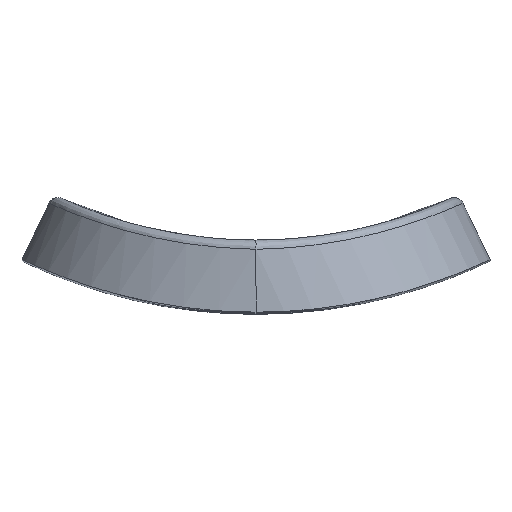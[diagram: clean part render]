
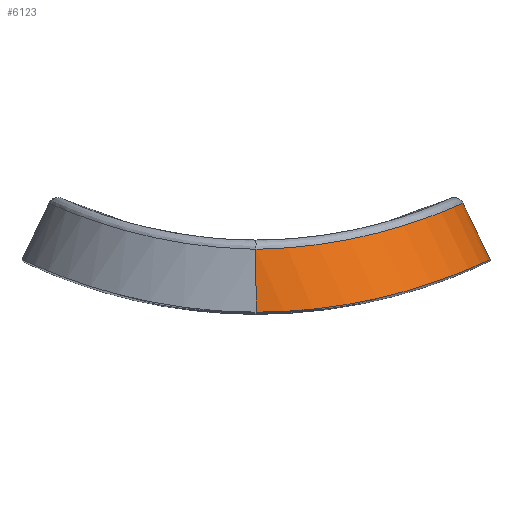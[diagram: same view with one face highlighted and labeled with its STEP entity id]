
A CAD part, top view. The second image highlights one B-rep face of the part: STEP entity #6123.
In plain terms, the highlighted cylindrical face has radius 12 mm (diameter 24 mm), a partial arc.
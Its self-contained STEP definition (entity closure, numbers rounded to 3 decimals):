
#190 = AXIS2_PLACEMENT_3D ( 'NONE', #5102, #5155, #1095 ) ;
#335 = CARTESIAN_POINT ( 'NONE',  ( 1.471, 3.285, 31.687 ) ) ;
#365 = CARTESIAN_POINT ( 'NONE',  ( 6.134, 0.675, 30.521 ) ) ;
#612 = CARTESIAN_POINT ( 'NONE',  ( 9.624, 5.181, 25.036 ) ) ;
#856 = VERTEX_POINT ( 'NONE', #4159 ) ;
#1095 = DIRECTION ( 'NONE',  ( 0.902, 0.431, 0. ) ) ;
#1130 = CARTESIAN_POINT ( 'NONE',  ( 12., 2.718, 20. ) ) ;
#1326 = CARTESIAN_POINT ( 'NONE',  ( 7.921, 4.556, 27.819 ) ) ;
#1367 = CARTESIAN_POINT ( 'NONE',  ( 11.927, 2.683, 21.604 ) ) ;
#1414 = CARTESIAN_POINT ( 'NONE',  ( 10.495, 2.049, 26.119 ) ) ;
#1575 = CARTESIAN_POINT ( 'NONE',  ( 0., 3.225, 31.919 ) ) ;
#1762 = CARTESIAN_POINT ( 'NONE',  ( 12., 2.718, 20. ) ) ;
#1991 =( BOUNDED_CURVE ( )  B_SPLINE_CURVE ( 3, ( #8189, #9151, #11231, #10100 ),
 .UNSPECIFIED., .F., .F. ) 
 B_SPLINE_CURVE_WITH_KNOTS ( ( 4, 4 ),
 ( 4.712, 4.828 ),
 .UNSPECIFIED. ) 
 CURVE ( )  GEOMETRIC_REPRESENTATION_ITEM ( )  RATIONAL_B_SPLINE_CURVE ( ( 1., 0.999, 0.999, 1. ) ) 
 REPRESENTATION_ITEM ( '' )  );
#2273 = CARTESIAN_POINT ( 'NONE',  ( 10.556, 5.581, 21.483 ) ) ;
#2346 = DIRECTION ( 'NONE',  ( 0.431, -0.902, 0. ) ) ;
#2367 = CARTESIAN_POINT ( 'NONE',  ( 0.372, 3.23, 31.88 ) ) ;
#2398 = CARTESIAN_POINT ( 'NONE',  ( 11.278, 2.385, 24.313 ) ) ;
#2442 = CARTESIAN_POINT ( 'NONE',  ( 5.432, 0.525, 30.877 ) ) ;
#2578 = B_SPLINE_CURVE_WITH_KNOTS ( 'NONE', 3,
 ( #3406, #9625, #1367, #4458, #11681, #8688, #2398, #9723, #1414, #5555, #11780, #3373, #10653, #4408, #12822, #365, #2442, #5613, #9770, #2681, #6706, #7955, #2626, #6803 ),
 .UNSPECIFIED., .F., .F.,
 ( 4, 2, 2, 2, 2, 2, 2, 2, 2, 2, 2, 4 ),
 ( 0., 0.002, 0.004, 0.005, 0.007, 0.008, 0.01, 0.012, 0.014, 0.016, 0.017, 0.019 ),
 .UNSPECIFIED. ) ;
#2615 = EDGE_CURVE ( 'NONE', #6059, #856, #1991, .T. ) ;
#2626 = CARTESIAN_POINT ( 'NONE',  ( 0.808, 0., 32. ) ) ;
#2681 = CARTESIAN_POINT ( 'NONE',  ( 3.183, 0.18, 31.638 ) ) ;
#2701 = CARTESIAN_POINT ( 'NONE',  ( 4.889, 3.751, 30.382 ) ) ;
#2744 = CARTESIAN_POINT ( 'NONE',  ( 0.74, 3.243, 31.826 ) ) ;
#3004 = ORIENTED_EDGE ( 'NONE', *, *, #6007, .T. ) ;
#3336 = CARTESIAN_POINT ( 'NONE',  ( 10.37, 5.499, 22.569 ) ) ;
#3373 = CARTESIAN_POINT ( 'NONE',  ( 9.141, 1.541, 28.045 ) ) ;
#3406 = CARTESIAN_POINT ( 'NONE',  ( 12., 2.718, 20. ) ) ;
#3669 = CARTESIAN_POINT ( 'NONE',  ( 4.569, 3.688, 30.559 ) ) ;
#4159 = CARTESIAN_POINT ( 'NONE',  ( 0., 3.225, 31.919 ) ) ;
#4380 = CARTESIAN_POINT ( 'NONE',  ( 10.107, 5.384, 23.641 ) ) ;
#4408 = CARTESIAN_POINT ( 'NONE',  ( 8.062, 1.186, 29.166 ) ) ;
#4458 = CARTESIAN_POINT ( 'NONE',  ( 11.712, 2.582, 22.776 ) ) ;
#4752 = CARTESIAN_POINT ( 'NONE',  ( 8.149, 4.633, 27.532 ) ) ;
#5102 = CARTESIAN_POINT ( 'NONE',  ( -10.829, 22.679, 20. ) ) ;
#5138 = FACE_OUTER_BOUND ( 'NONE', #5278, .T. ) ;
#5155 = DIRECTION ( 'NONE',  ( 0.431, -0.902, 0. ) ) ;
#5278 = EDGE_LOOP ( 'NONE', ( #6719, #3004, #6443, #6112 ) ) ;
#5555 = CARTESIAN_POINT ( 'NONE',  ( 9.861, 1.803, 27.109 ) ) ;
#5613 = CARTESIAN_POINT ( 'NONE',  ( 4.329, 0.336, 31.302 ) ) ;
#5760 = CARTESIAN_POINT ( 'NONE',  ( 8.771, 4.852, 26.634 ) ) ;
#5895 = CARTESIAN_POINT ( 'NONE',  ( 5.814, 3.957, 29.788 ) ) ;
#6007 = EDGE_CURVE ( 'NONE', #7933, #856, #10585, .T. ) ;
#6059 = VERTEX_POINT ( 'NONE', #10137 ) ;
#6112 = ORIENTED_EDGE ( 'NONE', *, *, #10200, .F. ) ;
#6123 = ADVANCED_FACE ( 'NONE', ( #5138 ), #9253, .T. ) ;
#6443 = ORIENTED_EDGE ( 'NONE', *, *, #2615, .F. ) ;
#6504 = CARTESIAN_POINT ( 'NONE',  ( 9.997, 5.337, 23.996 ) ) ;
#6706 = CARTESIAN_POINT ( 'NONE',  ( 2.789, 0.137, 31.726 ) ) ;
#6719 = ORIENTED_EDGE ( 'NONE', *, *, #13321, .F. ) ;
#6803 = CARTESIAN_POINT ( 'NONE',  ( 0., 0., 32. ) ) ;
#7933 = VERTEX_POINT ( 'NONE', #12159 ) ;
#7955 = CARTESIAN_POINT ( 'NONE',  ( 1.607, 0.035, 31.934 ) ) ;
#8189 = CARTESIAN_POINT ( 'NONE',  ( 0., 0., 32. ) ) ;
#8435 = CARTESIAN_POINT ( 'NONE',  ( 10.293, 5.465, 22.928 ) ) ;
#8571 = CARTESIAN_POINT ( 'NONE',  ( 10.619, 5.61, 20.747 ) ) ;
#8662 = CARTESIAN_POINT ( 'NONE',  ( 3.588, 3.514, 31.042 ) ) ;
#8688 = CARTESIAN_POINT ( 'NONE',  ( 11.405, 2.442, 23.932 ) ) ;
#9151 = CARTESIAN_POINT ( 'NONE',  ( 0., 1.078, 32. ) ) ;
#9253 = CYLINDRICAL_SURFACE ( 'NONE', #190, 12. ) ;
#9625 = CARTESIAN_POINT ( 'NONE',  ( 12., 2.718, 20.809 ) ) ;
#9685 = CARTESIAN_POINT ( 'NONE',  ( 6.678, 4.175, 29.127 ) ) ;
#9723 = CARTESIAN_POINT ( 'NONE',  ( 10.848, 2.198, 25.42 ) ) ;
#9770 = CARTESIAN_POINT ( 'NONE',  ( 3.953, 0.279, 31.426 ) ) ;
#10100 = CARTESIAN_POINT ( 'NONE',  ( 0., 3.225, 31.919 ) ) ;
#10137 = CARTESIAN_POINT ( 'NONE',  ( 0., 0., 32. ) ) ;
#10200 = EDGE_CURVE ( 'NONE', #12250, #6059, #2578, .T. ) ;
#10585 = B_SPLINE_CURVE_WITH_KNOTS ( 'NONE', 3,
 ( #12650, #8571, #2273, #3336, #8435, #4380, #6504, #612, #11990, #5760, #13015, #4752, #1326, #10990, #9685, #5895, #11067, #2701, #3669, #8662, #12789, #10936, #335, #2744, #2367, #1575 ),
 .UNSPECIFIED., .F., .F.,
 ( 4, 2, 2, 2, 2, 2, 2, 2, 2, 2, 2, 2, 4 ),
 ( 0., 0.002, 0.003, 0.004, 0.007, 0.008, 0.009, 0.011, 0.012, 0.013, 0.015, 0.017, 0.018 ),
 .UNSPECIFIED. ) ;
#10653 = CARTESIAN_POINT ( 'NONE',  ( 8.881, 1.453, 28.337 ) ) ;
#10936 = CARTESIAN_POINT ( 'NONE',  ( 1.835, 3.313, 31.602 ) ) ;
#10939 = VECTOR ( 'NONE', #2346, 1000. ) ;
#10990 = CARTESIAN_POINT ( 'NONE',  ( 7.204, 4.328, 28.635 ) ) ;
#11067 = CARTESIAN_POINT ( 'NONE',  ( 5.513, 3.886, 29.996 ) ) ;
#11231 = CARTESIAN_POINT ( 'NONE',  ( 0., 2.154, 31.973 ) ) ;
#11681 = CARTESIAN_POINT ( 'NONE',  ( 11.622, 2.541, 23.164 ) ) ;
#11726 = LINE ( 'NONE', #1130, #10939 ) ;
#11780 = CARTESIAN_POINT ( 'NONE',  ( 9.631, 1.717, 27.431 ) ) ;
#11990 = CARTESIAN_POINT ( 'NONE',  ( 9.318, 5.058, 25.695 ) ) ;
#12159 = CARTESIAN_POINT ( 'NONE',  ( 10.619, 5.61, 20. ) ) ;
#12250 = VERTEX_POINT ( 'NONE', #1762 ) ;
#12650 = CARTESIAN_POINT ( 'NONE',  ( 10.619, 5.61, 20. ) ) ;
#12789 = CARTESIAN_POINT ( 'NONE',  ( 2.905, 3.418, 31.302 ) ) ;
#12822 = CARTESIAN_POINT ( 'NONE',  ( 7.459, 1.009, 29.658 ) ) ;
#13015 = CARTESIAN_POINT ( 'NONE',  ( 8.574, 4.781, 26.939 ) ) ;
#13321 = EDGE_CURVE ( 'NONE', #7933, #12250, #11726, .T. ) ;
